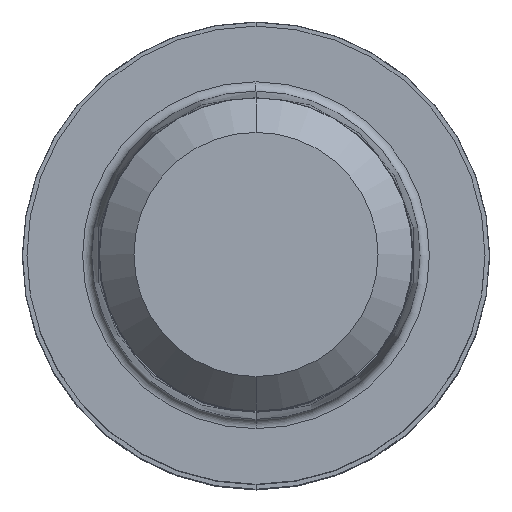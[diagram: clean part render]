
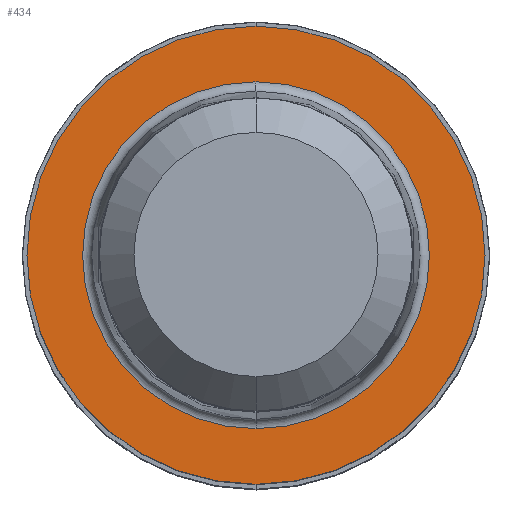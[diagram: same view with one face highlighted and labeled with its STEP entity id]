
A CAD part, top view. The second image highlights one B-rep face of the part: STEP entity #434.
In plain terms, the highlighted planar face has unit normal (0, 0, 1).
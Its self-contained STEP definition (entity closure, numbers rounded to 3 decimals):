
#214=EDGE_CURVE('',#312,#250,#509,.T.);
#250=VERTEX_POINT('',#553);
#268=VERTEX_POINT('',#576);
#276=EDGE_CURVE('',#250,#312,#586,.T.);
#296=VERTEX_POINT('',#607);
#312=VERTEX_POINT('',#624);
#376=EDGE_CURVE('',#268,#296,#696,.T.);
#396=EDGE_CURVE('',#296,#268,#718,.T.);
#434=ADVANCED_FACE('',(#759,#760),#761,.T.);
#509=CIRCLE('',#846,3.71);
#553=CARTESIAN_POINT('',(0.0,3.71,0.01));
#576=CARTESIAN_POINT('',(0.,-4.9,0.01));
#586=CIRCLE('',#939,3.71);
#607=CARTESIAN_POINT('',(0.0,4.9,0.01));
#624=CARTESIAN_POINT('',(0.,-3.71,0.01));
#696=CIRCLE('',#1076,4.9);
#718=CIRCLE('',#1102,4.9);
#759=FACE_OUTER_BOUND('',#1159,.T.);
#760=FACE_BOUND('',#1160,.T.);
#761=PLANE('',#1161);
#846=AXIS2_PLACEMENT_3D('',#1238,#1239,#1240);
#939=AXIS2_PLACEMENT_3D('',#1360,#1361,#1362);
#1076=AXIS2_PLACEMENT_3D('',#1478,#1479,#1480);
#1102=AXIS2_PLACEMENT_3D('',#1506,#1507,#1508);
#1159=EDGE_LOOP('',(#1556,#1557));
#1160=EDGE_LOOP('',(#1558,#1559));
#1161=AXIS2_PLACEMENT_3D('',#1560,#1561,#1562);
#1238=CARTESIAN_POINT('',(0.0,0.0,0.01));
#1239=DIRECTION('',(0.0,0.0,-1.0));
#1240=DIRECTION('',(0.0,1.0,0.0));
#1360=CARTESIAN_POINT('',(0.0,0.0,0.01));
#1361=DIRECTION('',(0.0,0.0,-1.0));
#1362=DIRECTION('',(0.0,1.0,0.0));
#1478=CARTESIAN_POINT('',(0.0,0.0,0.01));
#1479=DIRECTION('',(0.0,0.0,-1.0));
#1480=DIRECTION('',(0.0,1.0,0.0));
#1506=CARTESIAN_POINT('',(0.0,0.0,0.01));
#1507=DIRECTION('',(0.0,0.0,-1.0));
#1508=DIRECTION('',(0.0,1.0,0.0));
#1556=ORIENTED_EDGE('',*,*,#396,.F.);
#1557=ORIENTED_EDGE('',*,*,#376,.F.);
#1558=ORIENTED_EDGE('',*,*,#276,.T.);
#1559=ORIENTED_EDGE('',*,*,#214,.T.);
#1560=CARTESIAN_POINT('',(0.0,2.45,0.01));
#1561=DIRECTION('',(-0.0,0.0,1.0));
#1562=DIRECTION('',(0.0,-1.0,0.0));
